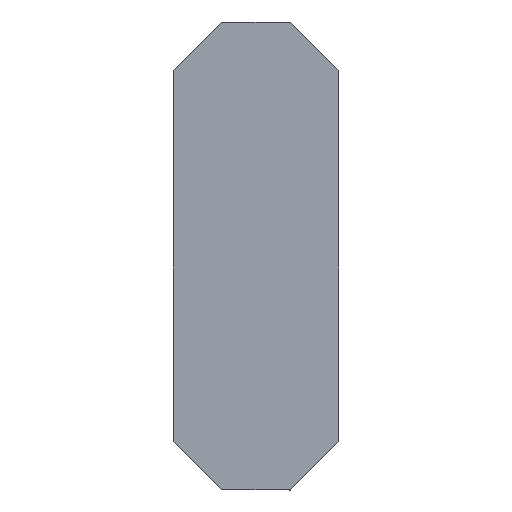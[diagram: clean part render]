
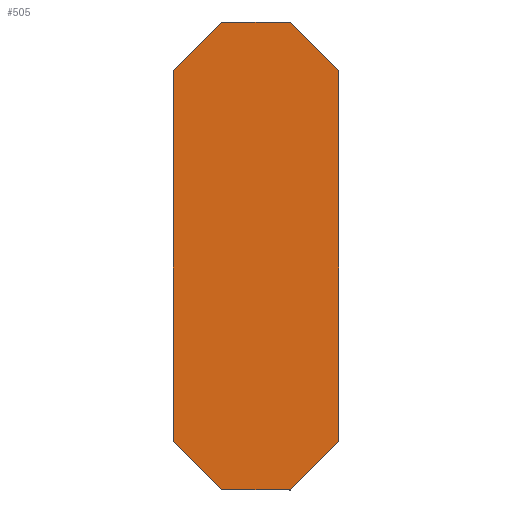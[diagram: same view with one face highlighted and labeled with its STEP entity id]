
A CAD part, top view. The second image highlights one B-rep face of the part: STEP entity #505.
In plain terms, the highlighted planar face has unit normal (0, 0, 1).
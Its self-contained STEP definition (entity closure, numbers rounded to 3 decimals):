
#35=FACE_OUTER_BOUND('',#65,.T.);
#65=EDGE_LOOP('',(#374,#375,#376,#377,#378,#379,#380,#381));
#105=LINE('',#769,#167);
#109=LINE('',#777,#171);
#112=LINE('',#783,#174);
#115=LINE('',#789,#177);
#116=LINE('',#791,#178);
#117=LINE('',#793,#179);
#118=LINE('',#795,#180);
#119=LINE('',#796,#181);
#167=VECTOR('',#620,10.);
#171=VECTOR('',#626,10.);
#174=VECTOR('',#631,10.);
#177=VECTOR('',#636,10.);
#178=VECTOR('',#637,10.);
#179=VECTOR('',#638,10.);
#180=VECTOR('',#639,10.);
#181=VECTOR('',#640,10.);
#230=VERTEX_POINT('',#767);
#231=VERTEX_POINT('',#768);
#234=VERTEX_POINT('',#776);
#236=VERTEX_POINT('',#782);
#238=VERTEX_POINT('',#788);
#239=VERTEX_POINT('',#790);
#240=VERTEX_POINT('',#792);
#241=VERTEX_POINT('',#794);
#280=EDGE_CURVE('',#230,#231,#105,.T.);
#284=EDGE_CURVE('',#231,#234,#109,.T.);
#287=EDGE_CURVE('',#234,#236,#112,.T.);
#290=EDGE_CURVE('',#238,#236,#115,.T.);
#291=EDGE_CURVE('',#230,#239,#116,.T.);
#292=EDGE_CURVE('',#239,#240,#117,.T.);
#293=EDGE_CURVE('',#240,#241,#118,.T.);
#294=EDGE_CURVE('',#241,#238,#119,.T.);
#374=ORIENTED_EDGE('',*,*,#290,.T.);
#375=ORIENTED_EDGE('',*,*,#287,.F.);
#376=ORIENTED_EDGE('',*,*,#284,.F.);
#377=ORIENTED_EDGE('',*,*,#280,.F.);
#378=ORIENTED_EDGE('',*,*,#291,.T.);
#379=ORIENTED_EDGE('',*,*,#292,.T.);
#380=ORIENTED_EDGE('',*,*,#293,.T.);
#381=ORIENTED_EDGE('',*,*,#294,.T.);
#475=PLANE('',#553);
#505=ADVANCED_FACE('',(#35),#475,.T.);
#553=AXIS2_PLACEMENT_3D('',#787,#634,#635);
#620=DIRECTION('',(-0.707,-0.707,0.));
#626=DIRECTION('',(-1.,0.,0.));
#631=DIRECTION('',(-0.707,0.707,0.));
#634=DIRECTION('center_axis',(0.,0.,1.));
#635=DIRECTION('ref_axis',(-1.,0.,0.));
#636=DIRECTION('',(0.,-1.,0.));
#637=DIRECTION('',(0.,1.,0.));
#638=DIRECTION('',(-0.707,0.707,0.));
#639=DIRECTION('',(-1.,0.,0.));
#640=DIRECTION('',(-0.707,-0.707,0.));
#767=CARTESIAN_POINT('',(8.5,-34.521,3.2));
#768=CARTESIAN_POINT('',(3.521,-39.5,3.2));
#769=CARTESIAN_POINT('',(7.891,-35.13,3.2));
#776=CARTESIAN_POINT('',(-3.521,-39.5,3.2));
#777=CARTESIAN_POINT('',(-1.76,-39.5,3.2));
#782=CARTESIAN_POINT('',(-8.5,-34.521,3.2));
#783=CARTESIAN_POINT('',(-10.38,-32.641,3.2));
#787=CARTESIAN_POINT('Origin',(0.,0.,3.2));
#788=CARTESIAN_POINT('',(-8.5,3.521,3.2));
#789=CARTESIAN_POINT('',(-8.5,3.521,3.2));
#790=CARTESIAN_POINT('',(8.5,3.521,3.2));
#791=CARTESIAN_POINT('',(8.5,-3.521,3.2));
#792=CARTESIAN_POINT('',(3.521,8.5,3.2));
#793=CARTESIAN_POINT('',(8.5,3.521,3.2));
#794=CARTESIAN_POINT('',(-3.521,8.5,3.2));
#795=CARTESIAN_POINT('',(3.521,8.5,3.2));
#796=CARTESIAN_POINT('',(-3.521,8.5,3.2));
